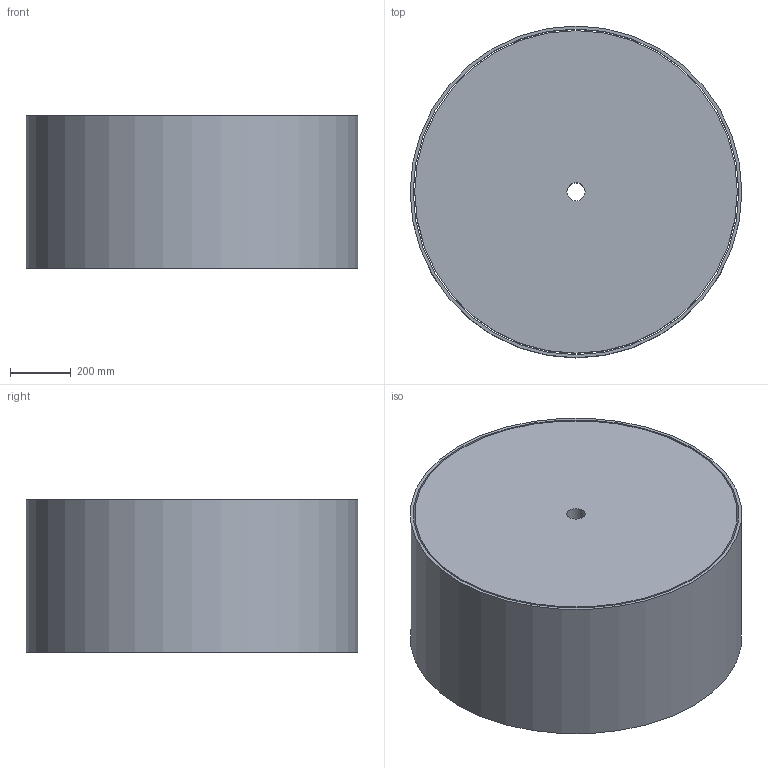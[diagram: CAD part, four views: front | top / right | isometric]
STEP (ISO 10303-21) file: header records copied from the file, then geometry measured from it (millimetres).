
FILE_DESCRIPTION(('Open CASCADE Model'),'2;1');
FILE_NAME('Open CASCADE Shape Model','2022-08-25T16:36:10',('Author'),( 'Open CASCADE'),'Open CASCADE STEP processor 7.5','Open CASCADE 7.5' ,'Unknown');
FILE_SCHEMA(('AUTOMOTIVE_DESIGN { 1 0 10303 214 1 1 1 1 }'));
Length unit declared in the file: millimetre
Products named in the file (7): CQ assembly; reactor; reactor_part; 06c799aa-2494-11ed-b8bd-0242ac120002; 06c799aa-2494-11ed-b8bd-0242ac120002_part; 06c7b200-2494-11ed-b8bd-0242ac120002; 06c7b200-2494-11ed-b8bd-0242ac120002_part
Assembly tree (6 placements, depth 4):
  CQ assembly
    reactor
      reactor_part
      06c799aa-2494-11ed-b8bd-0242ac120002
        06c799aa-2494-11ed-b8bd-0242ac120002_part
      06c7b200-2494-11ed-b8bd-0242ac120002
        06c7b200-2494-11ed-b8bd-0242ac120002_part
Bounding box: 1090 x 1090 x 500 mm (x, y, z)
Volume: 456787571.8 mm3; surface area: 6979362.2 mm2
Topology: 2 solids, 2 shells, 8 faces, 12 edges, 8 vertices
Faces by surface type: plane 4, cylinder 4
Full cylindrical faces by diameter (mm): 60 x1, 1060 x1, 1070 x1, 1090 x1
Entity records: 481 total; most frequent: DIRECTION 74, CARTESIAN_POINT 59, ORIENTED_EDGE 24, PCURVE 24, DEFINITIONAL_REPRESENTATION 24, AXIS2_PLACEMENT_3D 23, LINE 20, VECTOR 20
